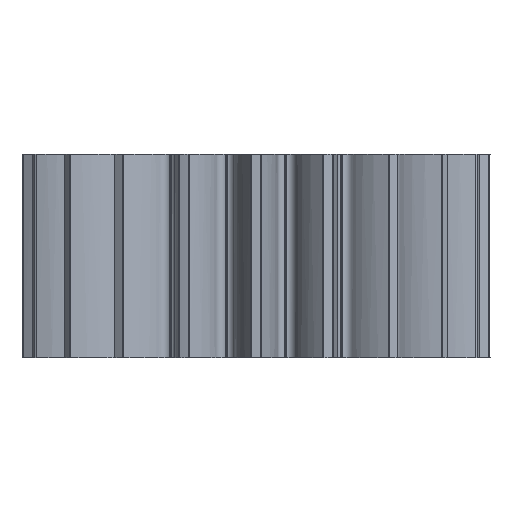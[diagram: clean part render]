
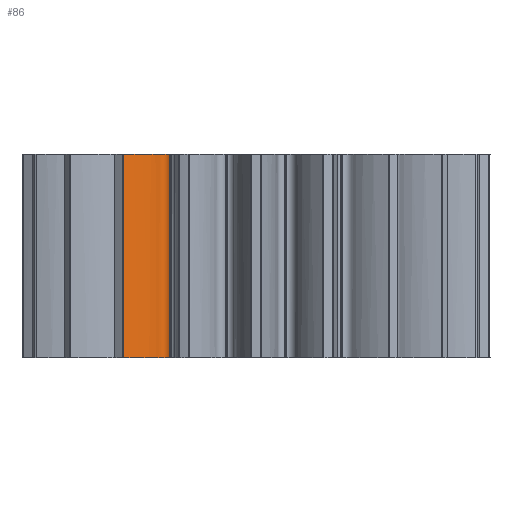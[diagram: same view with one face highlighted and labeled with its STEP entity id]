
A CAD part, left-side view. The second image highlights one B-rep face of the part: STEP entity #86.
In plain terms, the highlighted free-form (B-spline) face has degree [3, 1] with [22, 2] control points.
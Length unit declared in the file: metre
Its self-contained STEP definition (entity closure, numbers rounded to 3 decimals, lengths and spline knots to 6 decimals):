
#86 = ADVANCED_FACE( '', ( #240 ), #241, .F. );
#240 = FACE_OUTER_BOUND( '', #954, .T. );
#241 = B_SPLINE_SURFACE_WITH_KNOTS( '', 3, 1, ( ( #955, #956 ), ( #957, #958 ), ( #959, #960 ), ( #961, #962 ), ( #963, #964 ), ( #965, #966 ), ( #967, #968 ), ( #969, #970 ), ( #971, #972 ), ( #973, #974 ), ( #975, #976 ), ( #977, #978 ), ( #979, #980 ), ( #981, #982 ), ( #983, #984 ), ( #985, #986 ), ( #987, #988 ), ( #989, #990 ), ( #991, #992 ), ( #993, #994 ), ( #995, #996 ), ( #997, #998 ) ), .UNSPECIFIED., .F., .F., .F., ( 4, 2, 2, 2, 2, 2, 2, 2, 2, 2, 4 ), ( 2, 2 ), ( 0., 0.125, 0.25, 0.375, 0.4375, 0.5, 0.5625, 0.625, 0.75, 0.875, 1. ), ( 0., 1. ), .UNSPECIFIED. );
#954 = EDGE_LOOP( '', ( #6129, #6130, #6131, #6132 ) );
#955 = CARTESIAN_POINT( '', ( -0.018829, 0.012992, 0.010005 ) );
#956 = CARTESIAN_POINT( '', ( -0.018829, 0.012992, -0.010005 ) );
#957 = CARTESIAN_POINT( '', ( -0.018672, 0.012576, 0.010005 ) );
#958 = CARTESIAN_POINT( '', ( -0.018672, 0.012576, -0.010005 ) );
#959 = CARTESIAN_POINT( '', ( -0.018506, 0.012199, 0.010005 ) );
#960 = CARTESIAN_POINT( '', ( -0.018506, 0.012199, -0.010005 ) );
#961 = CARTESIAN_POINT( '', ( -0.018168, 0.01152, 0.010005 ) );
#962 = CARTESIAN_POINT( '', ( -0.018168, 0.01152, -0.010005 ) );
#963 = CARTESIAN_POINT( '', ( -0.017996, 0.011219, 0.010005 ) );
#964 = CARTESIAN_POINT( '', ( -0.017996, 0.011219, -0.010005 ) );
#965 = CARTESIAN_POINT( '', ( -0.01766, 0.010689, 0.010005 ) );
#966 = CARTESIAN_POINT( '', ( -0.01766, 0.010689, -0.010005 ) );
#967 = CARTESIAN_POINT( '', ( -0.017497, 0.010461, 0.010005 ) );
#968 = CARTESIAN_POINT( '', ( -0.017497, 0.010461, -0.010005 ) );
#969 = CARTESIAN_POINT( '', ( -0.017267, 0.010168, 0.010005 ) );
#970 = CARTESIAN_POINT( '', ( -0.017267, 0.010168, -0.010005 ) );
#971 = CARTESIAN_POINT( '', ( -0.017192, 0.010079, 0.010005 ) );
#972 = CARTESIAN_POINT( '', ( -0.017192, 0.010079, -0.010005 ) );
#973 = CARTESIAN_POINT( '', ( -0.017051, 0.009917, 0.010005 ) );
#974 = CARTESIAN_POINT( '', ( -0.017051, 0.009917, -0.010005 ) );
#975 = CARTESIAN_POINT( '', ( -0.016983, 0.009844, 0.010005 ) );
#976 = CARTESIAN_POINT( '', ( -0.016983, 0.009844, -0.010005 ) );
#977 = CARTESIAN_POINT( '', ( -0.016856, 0.009713, 0.010005 ) );
#978 = CARTESIAN_POINT( '', ( -0.016856, 0.009713, -0.010005 ) );
#979 = CARTESIAN_POINT( '', ( -0.016797, 0.009655, 0.010005 ) );
#980 = CARTESIAN_POINT( '', ( -0.016797, 0.009655, -0.010005 ) );
#981 = CARTESIAN_POINT( '', ( -0.016687, 0.009553, 0.010005 ) );
#982 = CARTESIAN_POINT( '', ( -0.016687, 0.009553, -0.010005 ) );
#983 = CARTESIAN_POINT( '', ( -0.016637, 0.009511, 0.010005 ) );
#984 = CARTESIAN_POINT( '', ( -0.016637, 0.009511, -0.010005 ) );
#985 = CARTESIAN_POINT( '', ( -0.016505, 0.009373, 0.010005 ) );
#986 = CARTESIAN_POINT( '', ( -0.016505, 0.009373, -0.010005 ) );
#987 = CARTESIAN_POINT( '', ( -0.01644, 0.009275, 0.010005 ) );
#988 = CARTESIAN_POINT( '', ( -0.01644, 0.009275, -0.010005 ) );
#989 = CARTESIAN_POINT( '', ( -0.016356, 0.009065, 0.010005 ) );
#990 = CARTESIAN_POINT( '', ( -0.016356, 0.009065, -0.010005 ) );
#991 = CARTESIAN_POINT( '', ( -0.016337, 0.008953, 0.010005 ) );
#992 = CARTESIAN_POINT( '', ( -0.016337, 0.008953, -0.010005 ) );
#993 = CARTESIAN_POINT( '', ( -0.016346, 0.008719, 0.010005 ) );
#994 = CARTESIAN_POINT( '', ( -0.016346, 0.008719, -0.010005 ) );
#995 = CARTESIAN_POINT( '', ( -0.016375, 0.008609, 0.010005 ) );
#996 = CARTESIAN_POINT( '', ( -0.016375, 0.008609, -0.010005 ) );
#997 = CARTESIAN_POINT( '', ( -0.016429, 0.008505, 0.010005 ) );
#998 = CARTESIAN_POINT( '', ( -0.016429, 0.008505, -0.010005 ) );
#6129 = ORIENTED_EDGE( '', *, *, #6871, .T. );
#6130 = ORIENTED_EDGE( '', *, *, #7017, .T. );
#6131 = ORIENTED_EDGE( '', *, *, #7018, .T. );
#6132 = ORIENTED_EDGE( '', *, *, #7019, .F. );
#6871 = EDGE_CURVE( '', #7311, #7309, #7312, .T. );
#7017 = EDGE_CURVE( '', #7309, #7591, #7593, .T. );
#7018 = EDGE_CURVE( '', #7591, #7594, #7595, .T. );
#7019 = EDGE_CURVE( '', #7311, #7594, #7596, .T. );
#7309 = VERTEX_POINT( '', #8305 );
#7311 = VERTEX_POINT( '', #8328 );
#7312 = B_SPLINE_CURVE_WITH_KNOTS( '', 3, ( #8329, #8330, #8331, #8332, #8333, #8334, #8335, #8336, #8337, #8338, #8339, #8340, #8341, #8342, #8343, #8344, #8345, #8346, #8347, #8348, #8349, #8350 ), .UNSPECIFIED., .F., .F., ( 4, 2, 2, 2, 2, 2, 2, 2, 2, 2, 4 ), ( 0., 0.000653, 0.001306, 0.001959, 0.002286, 0.002612, 0.002939, 0.003265, 0.003918, 0.004571, 0.005225 ), .UNSPECIFIED. );
#7591 = VERTEX_POINT( '', #11015 );
#7593 = LINE( '', #11038, #11039 );
#7594 = VERTEX_POINT( '', #11040 );
#7595 = B_SPLINE_CURVE_WITH_KNOTS( '', 3, ( #11041, #11042, #11043, #11044, #11045, #11046, #11047, #11048, #11049, #11050, #11051, #11052, #11053, #11054, #11055, #11056, #11057, #11058, #11059, #11060, #11061, #11062 ), .UNSPECIFIED., .F., .F., ( 4, 2, 2, 2, 2, 2, 2, 2, 2, 2, 4 ), ( 0., 0.000656, 0.001313, 0.001969, 0.002297, 0.002626, 0.002954, 0.003282, 0.003938, 0.004595, 0.005251 ), .UNSPECIFIED. );
#7596 = LINE( '', #11063, #11064 );
#8305 = CARTESIAN_POINT( '', ( -0.018829, 0.012992, 0.01 ) );
#8328 = CARTESIAN_POINT( '', ( -0.016429, 0.008505, 0.01 ) );
#8329 = CARTESIAN_POINT( '', ( -0.016429, 0.008505, 0.01 ) );
#8330 = CARTESIAN_POINT( '', ( -0.016375, 0.008609, 0.01 ) );
#8331 = CARTESIAN_POINT( '', ( -0.016346, 0.008719, 0.01 ) );
#8332 = CARTESIAN_POINT( '', ( -0.016337, 0.008953, 0.01 ) );
#8333 = CARTESIAN_POINT( '', ( -0.016356, 0.009065, 0.01 ) );
#8334 = CARTESIAN_POINT( '', ( -0.01644, 0.009275, 0.01 ) );
#8335 = CARTESIAN_POINT( '', ( -0.016505, 0.009373, 0.01 ) );
#8336 = CARTESIAN_POINT( '', ( -0.016637, 0.009511, 0.01 ) );
#8337 = CARTESIAN_POINT( '', ( -0.016687, 0.009553, 0.01 ) );
#8338 = CARTESIAN_POINT( '', ( -0.016797, 0.009655, 0.01 ) );
#8339 = CARTESIAN_POINT( '', ( -0.016856, 0.009713, 0.01 ) );
#8340 = CARTESIAN_POINT( '', ( -0.016983, 0.009844, 0.01 ) );
#8341 = CARTESIAN_POINT( '', ( -0.017051, 0.009917, 0.01 ) );
#8342 = CARTESIAN_POINT( '', ( -0.017192, 0.010079, 0.01 ) );
#8343 = CARTESIAN_POINT( '', ( -0.017267, 0.010168, 0.01 ) );
#8344 = CARTESIAN_POINT( '', ( -0.017497, 0.010461, 0.01 ) );
#8345 = CARTESIAN_POINT( '', ( -0.01766, 0.010689, 0.01 ) );
#8346 = CARTESIAN_POINT( '', ( -0.017996, 0.011219, 0.01 ) );
#8347 = CARTESIAN_POINT( '', ( -0.018168, 0.01152, 0.01 ) );
#8348 = CARTESIAN_POINT( '', ( -0.018506, 0.012199, 0.01 ) );
#8349 = CARTESIAN_POINT( '', ( -0.018672, 0.012576, 0.01 ) );
#8350 = CARTESIAN_POINT( '', ( -0.018829, 0.012992, 0.01 ) );
#11015 = CARTESIAN_POINT( '', ( -0.018829, 0.012992, -0.01 ) );
#11038 = CARTESIAN_POINT( '', ( -0.018829, 0.012992, 0.010005 ) );
#11039 = VECTOR( '', #13927, 1. );
#11040 = CARTESIAN_POINT( '', ( -0.016429, 0.008505, -0.01 ) );
#11041 = CARTESIAN_POINT( '', ( -0.018829, 0.012992, -0.01 ) );
#11042 = CARTESIAN_POINT( '', ( -0.018672, 0.012576, -0.01 ) );
#11043 = CARTESIAN_POINT( '', ( -0.018506, 0.012199, -0.01 ) );
#11044 = CARTESIAN_POINT( '', ( -0.018168, 0.01152, -0.01 ) );
#11045 = CARTESIAN_POINT( '', ( -0.017996, 0.011219, -0.01 ) );
#11046 = CARTESIAN_POINT( '', ( -0.01766, 0.010689, -0.01 ) );
#11047 = CARTESIAN_POINT( '', ( -0.017497, 0.010461, -0.01 ) );
#11048 = CARTESIAN_POINT( '', ( -0.017267, 0.010168, -0.01 ) );
#11049 = CARTESIAN_POINT( '', ( -0.017192, 0.010079, -0.01 ) );
#11050 = CARTESIAN_POINT( '', ( -0.017051, 0.009917, -0.01 ) );
#11051 = CARTESIAN_POINT( '', ( -0.016983, 0.009844, -0.01 ) );
#11052 = CARTESIAN_POINT( '', ( -0.016856, 0.009713, -0.01 ) );
#11053 = CARTESIAN_POINT( '', ( -0.016797, 0.009655, -0.01 ) );
#11054 = CARTESIAN_POINT( '', ( -0.016687, 0.009553, -0.01 ) );
#11055 = CARTESIAN_POINT( '', ( -0.016637, 0.009511, -0.01 ) );
#11056 = CARTESIAN_POINT( '', ( -0.016505, 0.009373, -0.01 ) );
#11057 = CARTESIAN_POINT( '', ( -0.01644, 0.009275, -0.01 ) );
#11058 = CARTESIAN_POINT( '', ( -0.016356, 0.009065, -0.01 ) );
#11059 = CARTESIAN_POINT( '', ( -0.016337, 0.008953, -0.01 ) );
#11060 = CARTESIAN_POINT( '', ( -0.016346, 0.008719, -0.01 ) );
#11061 = CARTESIAN_POINT( '', ( -0.016375, 0.008609, -0.01 ) );
#11062 = CARTESIAN_POINT( '', ( -0.016429, 0.008505, -0.01 ) );
#11063 = CARTESIAN_POINT( '', ( -0.016429, 0.008505, 0.010005 ) );
#11064 = VECTOR( '', #13928, 1. );
#13927 = DIRECTION( '', ( 0., 0., -1. ) );
#13928 = DIRECTION( '', ( 0., 0., -1. ) );
